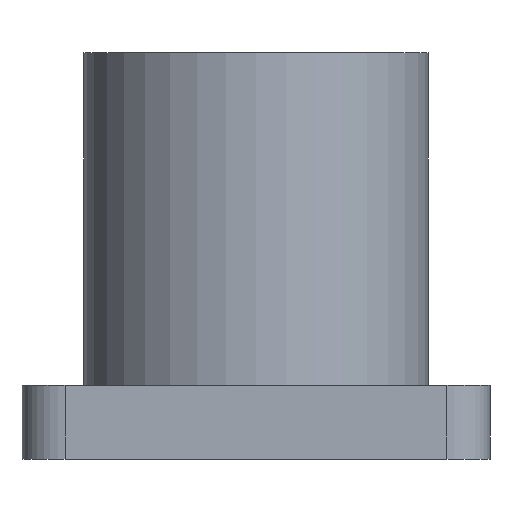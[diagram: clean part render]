
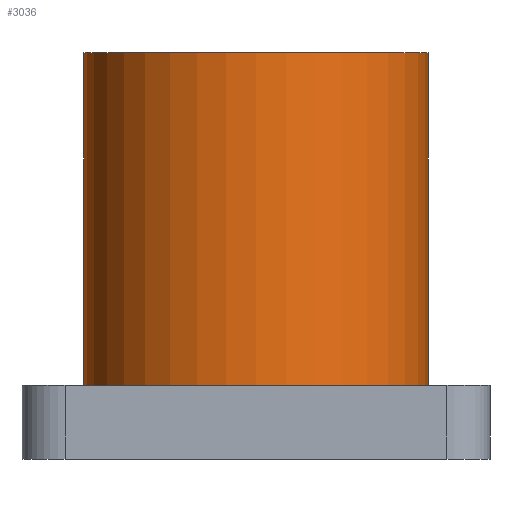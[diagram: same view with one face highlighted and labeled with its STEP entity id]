
A CAD part, front view. The second image highlights one B-rep face of the part: STEP entity #3036.
In plain terms, the highlighted cylindrical face has radius 22.225 mm (diameter 44.45 mm), a partial arc.
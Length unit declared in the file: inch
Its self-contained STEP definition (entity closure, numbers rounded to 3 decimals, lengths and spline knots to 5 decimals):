
#112 = DIRECTION ( 'NONE',  ( 0., 0., 1. ) ) ;
#209 = FACE_OUTER_BOUND ( 'NONE', #5181, .T. ) ;
#213 = AXIS2_PLACEMENT_3D ( 'NONE', #3290, #4930, #5377 ) ;
#281 = CARTESIAN_POINT ( 'NONE',  ( 0., 0., 2.067 ) ) ;
#346 = ORIENTED_EDGE ( 'NONE', *, *, #2213, .F. ) ;
#487 = EDGE_CURVE ( 'NONE', #4204, #5064, #1588, .T. ) ;
#985 = VERTEX_POINT ( 'NONE', #2274 ) ;
#1447 = DIRECTION ( 'NONE',  ( 0., 0., 1. ) ) ;
#1514 = DIRECTION ( 'NONE',  ( 0., 0., 1. ) ) ;
#1588 = CIRCLE ( 'NONE', #2867, 0.875 ) ;
#1723 = EDGE_CURVE ( 'NONE', #5064, #5121, #2653, .T. ) ;
#1913 = CIRCLE ( 'NONE', #6566, 0.875 ) ;
#2213 = EDGE_CURVE ( 'NONE', #4204, #985, #2280, .T. ) ;
#2274 = CARTESIAN_POINT ( 'NONE',  ( -0.875, 0., 2.067 ) ) ;
#2280 = LINE ( 'NONE', #5694, #2752 ) ;
#2385 = ORIENTED_EDGE ( 'NONE', *, *, #5411, .T. ) ;
#2424 = DIRECTION ( 'NONE',  ( 0., 0., -1. ) ) ;
#2653 = LINE ( 'NONE', #5400, #3537 ) ;
#2752 = VECTOR ( 'NONE', #1514, 39.37008 ) ;
#2867 = AXIS2_PLACEMENT_3D ( 'NONE', #5006, #1447, #4368 ) ;
#3036 = ADVANCED_FACE ( 'NONE', ( #209 ), #6626, .T. ) ;
#3290 = CARTESIAN_POINT ( 'NONE',  ( 0., 0., 1.0335 ) ) ;
#3356 = CARTESIAN_POINT ( 'NONE',  ( 0.875, 0., 2.067 ) ) ;
#3537 = VECTOR ( 'NONE', #112, 39.37008 ) ;
#3997 = DIRECTION ( 'NONE',  ( 1., 0., 0. ) ) ;
#4204 = VERTEX_POINT ( 'NONE', #4269 ) ;
#4269 = CARTESIAN_POINT ( 'NONE',  ( -0.875, 0., 0.375 ) ) ;
#4368 = DIRECTION ( 'NONE',  ( 1., 0., 0. ) ) ;
#4927 = CARTESIAN_POINT ( 'NONE',  ( 0.875, 0., 0.375 ) ) ;
#4930 = DIRECTION ( 'NONE',  ( 0., 0., 1. ) ) ;
#5006 = CARTESIAN_POINT ( 'NONE',  ( 0., 0., 0.375 ) ) ;
#5064 = VERTEX_POINT ( 'NONE', #4927 ) ;
#5121 = VERTEX_POINT ( 'NONE', #3356 ) ;
#5144 = ORIENTED_EDGE ( 'NONE', *, *, #1723, .T. ) ;
#5181 = EDGE_LOOP ( 'NONE', ( #346, #6079, #5144, #2385 ) ) ;
#5377 = DIRECTION ( 'NONE',  ( 1., 0., 0. ) ) ;
#5400 = CARTESIAN_POINT ( 'NONE',  ( 0.875, 0., 1.0335 ) ) ;
#5411 = EDGE_CURVE ( 'NONE', #5121, #985, #1913, .T. ) ;
#5694 = CARTESIAN_POINT ( 'NONE',  ( -0.875, 0., 1.0335 ) ) ;
#6079 = ORIENTED_EDGE ( 'NONE', *, *, #487, .T. ) ;
#6566 = AXIS2_PLACEMENT_3D ( 'NONE', #281, #2424, #3997 ) ;
#6626 = CYLINDRICAL_SURFACE ( 'NONE', #213, 0.875 ) ;
